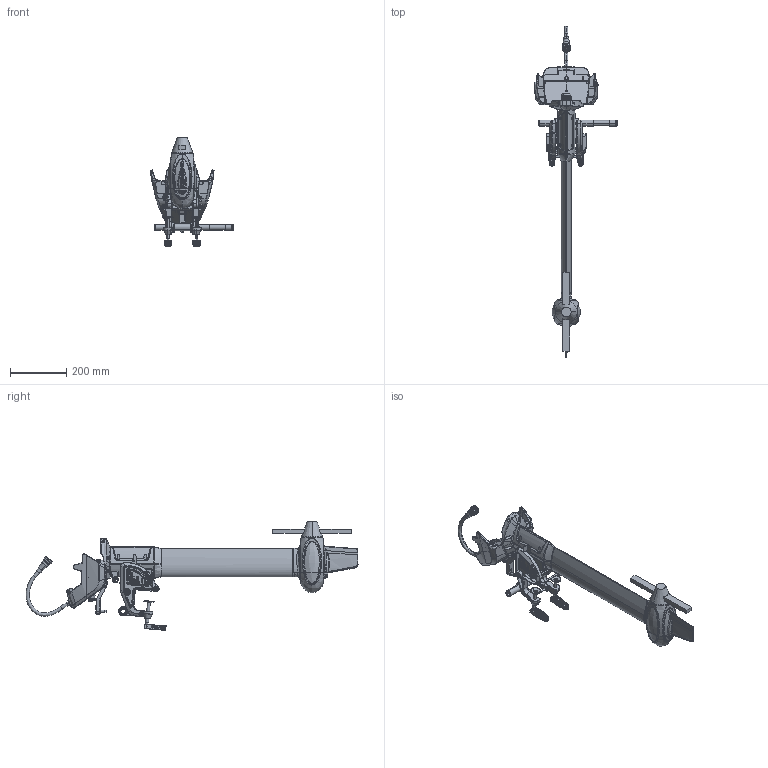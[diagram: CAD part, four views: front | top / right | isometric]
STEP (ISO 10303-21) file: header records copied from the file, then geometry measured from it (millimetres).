
FILE_DESCRIPTION (( 'STEP AP214' ), '1' );
FILE_NAME ('1KW远操整机总装配-PLUS版外观图.STEP', '2022-12-08T11:21:20', ( '' ), ( '' ), 'SwSTEP 2.0', 'SolidWorks 2016', '' );
FILE_SCHEMA (( 'AUTOMOTIVE_DESIGN' ));
Length unit declared in the file: millimetre
Products named in the file (1): 1KW远操整机总装配-PLUS版外观图
Bounding box: 294.36 x 1176.9 x 386.16 mm (x, y, z)
Surface area: 738342.7 mm2 (no closed solid volume)
Topology: 0 solids, 217 shells, 2601 faces, 11081 edges, 8336 vertices
Faces by surface type: bspline 967, cylinder 659, plane 520, cone 273, torus 182
Entity records: 254823 total; most frequent: CARTESIAN_POINT 181215, ORIENTED_EDGE 15887, EDGE_CURVE 11001, DIRECTION 9660, VERTEX_POINT 8343, B_SPLINE_CURVE_WITH_KNOTS 6154, AXIS2_PLACEMENT_3D 3411, EDGE_LOOP 2923
